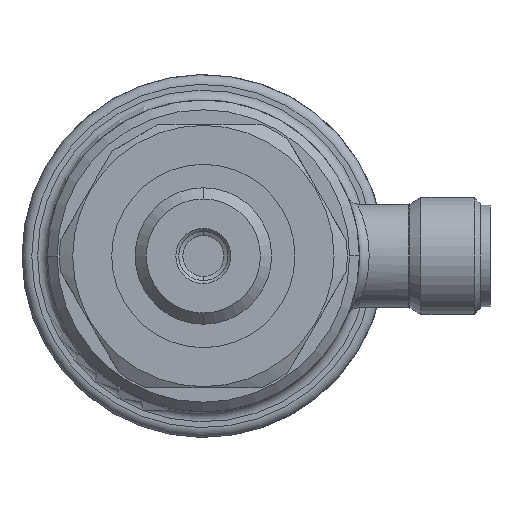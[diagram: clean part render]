
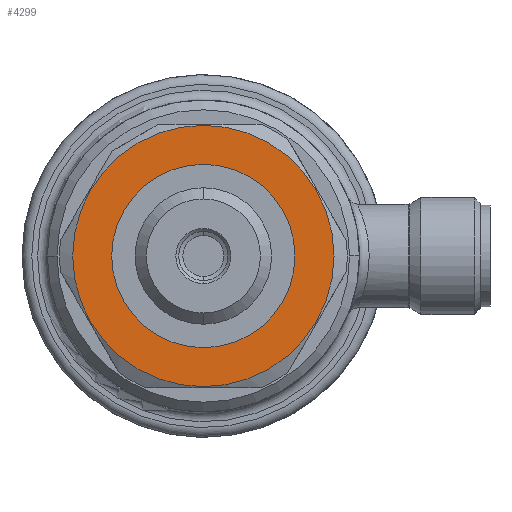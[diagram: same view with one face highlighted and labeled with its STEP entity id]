
A CAD part, front view. The second image highlights one B-rep face of the part: STEP entity #4299.
In plain terms, the highlighted face is planar.
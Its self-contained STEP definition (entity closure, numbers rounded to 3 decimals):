
#89 = CARTESIAN_POINT ( 'NONE',  ( 33.5, 0., 13.4 ) ) ;
#295 = EDGE_LOOP ( 'NONE', ( #6463, #6269 ) ) ;
#401 = VERTEX_POINT ( 'NONE', #4113 ) ;
#596 = CARTESIAN_POINT ( 'NONE',  ( 33.5, 0., 0. ) ) ;
#983 = AXIS2_PLACEMENT_3D ( 'NONE', #5027, #6357, #2473 ) ;
#1323 = DIRECTION ( 'NONE',  ( 0., 0., 1. ) ) ;
#1471 = AXIS2_PLACEMENT_3D ( 'NONE', #6348, #2464, #6979 ) ;
#1664 = DIRECTION ( 'NONE',  ( -1., 0., 0. ) ) ;
#1674 = ORIENTED_EDGE ( 'NONE', *, *, #8104, .F. ) ;
#1931 = EDGE_CURVE ( 'NONE', #401, #6088, #5075, .T. ) ;
#2006 = CARTESIAN_POINT ( 'NONE',  ( 33.5, 0., 9.4 ) ) ;
#2464 = DIRECTION ( 'NONE',  ( -1., 0., 0. ) ) ;
#2473 = DIRECTION ( 'NONE',  ( 0., 0., 1. ) ) ;
#2594 = CIRCLE ( 'NONE', #4323, 9.4 ) ;
#2620 = EDGE_LOOP ( 'NONE', ( #1674, #7665 ) ) ;
#2888 = FACE_OUTER_BOUND ( 'NONE', #2620, .T. ) ;
#3361 = CARTESIAN_POINT ( 'NONE',  ( 33.5, 0., 0. ) ) ;
#3760 = AXIS2_PLACEMENT_3D ( 'NONE', #5573, #1664, #6225 ) ;
#3977 = DIRECTION ( 'NONE',  ( 0., 0., 1. ) ) ;
#4113 = CARTESIAN_POINT ( 'NONE',  ( 33.5, 0., -13.4 ) ) ;
#4299 = ADVANCED_FACE ( 'NONE', ( #2888, #4378 ), #5698, .F. ) ;
#4323 = AXIS2_PLACEMENT_3D ( 'NONE', #596, #5280, #1323 ) ;
#4378 = FACE_BOUND ( 'NONE', #295, .T. ) ;
#4405 = VERTEX_POINT ( 'NONE', #2006 ) ;
#4780 = AXIS2_PLACEMENT_3D ( 'NONE', #3361, #7785, #3977 ) ;
#5027 = CARTESIAN_POINT ( 'NONE',  ( 33.5, 13.4, 0. ) ) ;
#5075 = CIRCLE ( 'NONE', #3760, 13.4 ) ;
#5280 = DIRECTION ( 'NONE',  ( -1., 0., 0. ) ) ;
#5382 = EDGE_CURVE ( 'NONE', #4405, #5512, #7807, .T. ) ;
#5512 = VERTEX_POINT ( 'NONE', #6028 ) ;
#5573 = CARTESIAN_POINT ( 'NONE',  ( 33.5, 0., 0. ) ) ;
#5698 = PLANE ( 'NONE',  #983 ) ;
#5839 = CIRCLE ( 'NONE', #4780, 13.4 ) ;
#6028 = CARTESIAN_POINT ( 'NONE',  ( 33.5, 0., -9.4 ) ) ;
#6088 = VERTEX_POINT ( 'NONE', #89 ) ;
#6225 = DIRECTION ( 'NONE',  ( 0., 0., 1. ) ) ;
#6269 = ORIENTED_EDGE ( 'NONE', *, *, #8109, .T. ) ;
#6348 = CARTESIAN_POINT ( 'NONE',  ( 33.5, 0., 0. ) ) ;
#6357 = DIRECTION ( 'NONE',  ( -1., 0., 0. ) ) ;
#6463 = ORIENTED_EDGE ( 'NONE', *, *, #5382, .T. ) ;
#6979 = DIRECTION ( 'NONE',  ( 0., 0., 1. ) ) ;
#7665 = ORIENTED_EDGE ( 'NONE', *, *, #1931, .F. ) ;
#7785 = DIRECTION ( 'NONE',  ( -1., 0., 0. ) ) ;
#7807 = CIRCLE ( 'NONE', #1471, 9.4 ) ;
#8104 = EDGE_CURVE ( 'NONE', #6088, #401, #5839, .T. ) ;
#8109 = EDGE_CURVE ( 'NONE', #5512, #4405, #2594, .T. ) ;
